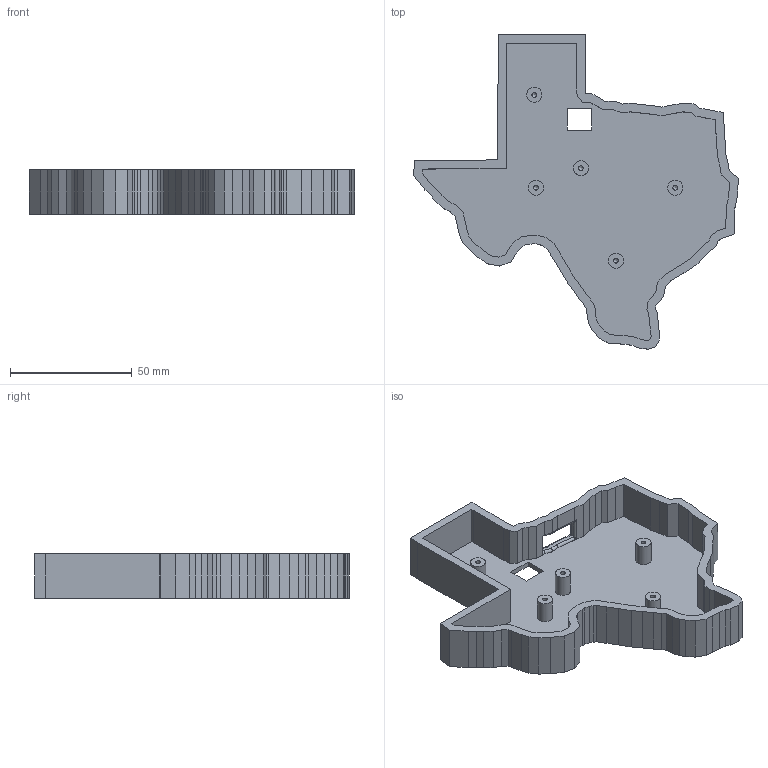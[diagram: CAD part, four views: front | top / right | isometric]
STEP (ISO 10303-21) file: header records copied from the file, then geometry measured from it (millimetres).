
FILE_DESCRIPTION(/* description */ (''),/* implementation_level */ '2;1');
FILE_NAME(/* name */ 'Final Yeehaw Case STEP.step',/* time_stamp */ '2021-07-04T16:11:44-05:00',/* author */ (''),/* organization */ (''),/* preprocessor_version */ 'ST-DEVELOPER v18.1',/* originating_system */ 'Autodesk Translation Framework v10.9.0.1377',/* authorisation */ '');
FILE_SCHEMA (('AUTOMOTIVE_DESIGN { 1 0 10303 214 3 1 1 }'));
Length unit declared in the file: millimetre
Products named in the file (1): texas case
Bounding box: 133.32 x 129.02 x 18.27 mm (x, y, z)
Volume: 45415.6 mm3; surface area: 34869 mm2
Topology: 1 solids, 1 shells, 234 faces, 663 edges, 435 vertices
Faces by surface type: plane 195, cylinder 34, cone 5
Full cylindrical faces by diameter (mm): 1.95 x5, 6.2 x4, 6.204 x1
Entity records: 7602 total; most frequent: CARTESIAN_POINT 1472, ORIENTED_EDGE 1316, DIRECTION 1172, EDGE_CURVE 658, LINE 606, VECTOR 606, VERTEX_POINT 435, AXIS2_PLACEMENT_3D 283
